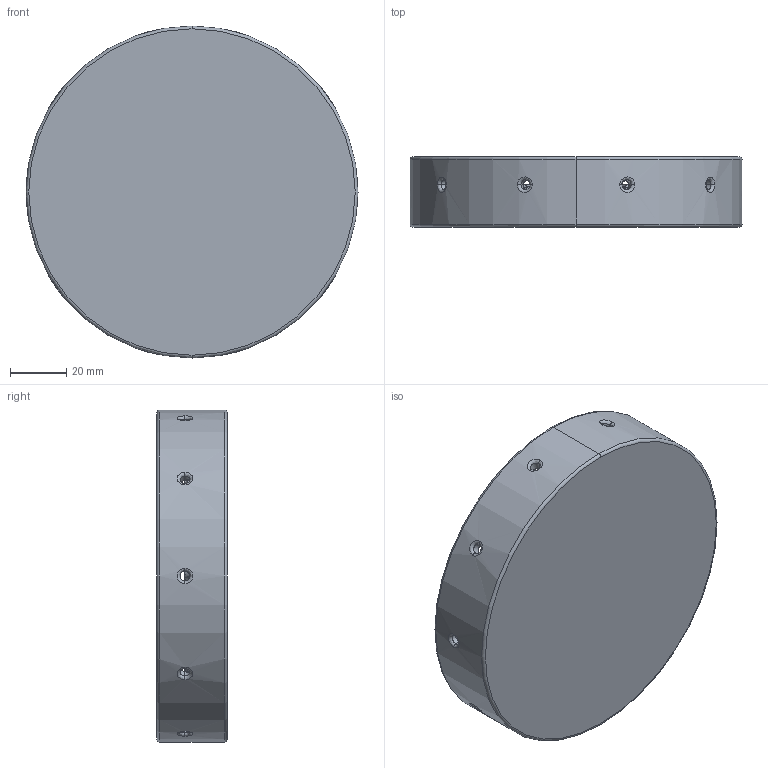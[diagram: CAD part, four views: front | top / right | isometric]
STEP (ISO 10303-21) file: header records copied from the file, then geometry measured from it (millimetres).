
FILE_DESCRIPTION (( 'STEP AP214' ), '1' );
FILE_NAME ('Skotobox_lid.STEP', '2024-02-06T10:14:13', ( '' ), ( '' ), 'SwSTEP 2.0', 'SolidWorks 2023', '' );
FILE_SCHEMA (( 'AUTOMOTIVE_DESIGN' ));
Length unit declared in the file: millimetre
Products named in the file (1): Skotobox_lid
Bounding box: 118 x 25 x 118 mm (x, y, z)
Volume: 163420.1 mm3; surface area: 41961.7 mm2
Topology: 1 solids, 1 shells, 223 faces, 630 edges, 405 vertices
Faces by surface type: cylinder 148, bspline 30, torus 27, plane 18
Entity records: 11311 total; most frequent: CARTESIAN_POINT 6243, ORIENTED_EDGE 1260, DIRECTION 844, EDGE_CURVE 630, VERTEX_POINT 405, AXIS2_PLACEMENT_3D 338, EDGE_LOOP 239, FACE_OUTER_BOUND 223
